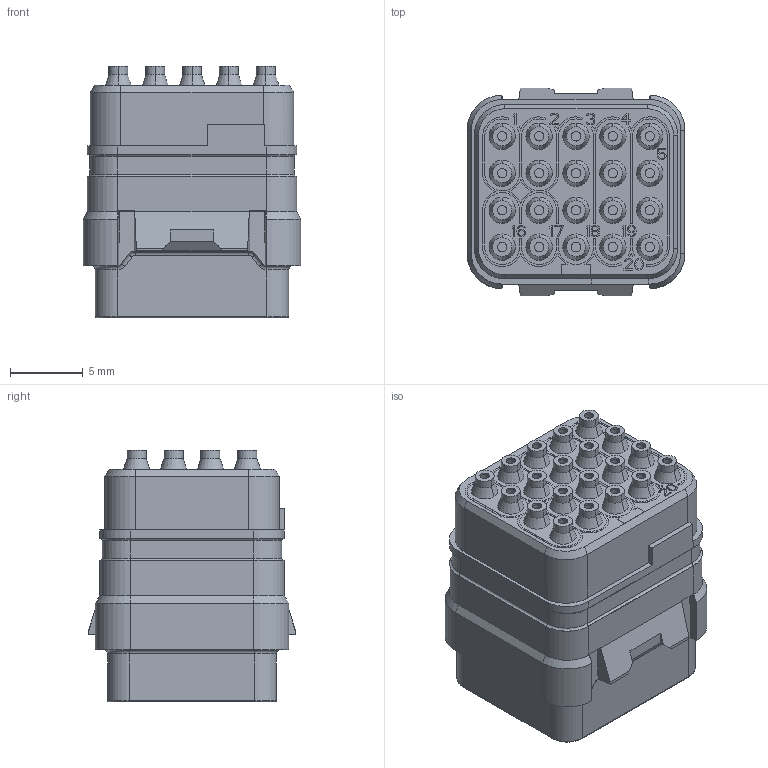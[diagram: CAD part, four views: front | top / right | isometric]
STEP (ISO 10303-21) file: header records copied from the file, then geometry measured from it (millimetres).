
FILE_DESCRIPTION((''),'2;1');
FILE_NAME('SIMMZ2A22PD','2019-12-11T',('presta_be4'),(''),'CREO PARAMETRIC BY PTC INC, 2018360','CREO PARAMETRIC BY PTC INC, 2018360','');
FILE_SCHEMA(('CONFIG_CONTROL_DESIGN'));
Products named in the file (1): SIMMZ2A22PD
Bounding box: 15 x 14.3 x 17.34 mm (x, y, z)
Volume: 2104.2 mm3; surface area: 3187.1 mm2
Topology: 1 solids, 1 shells, 3198 faces, 7818 edges, 4818 vertices
Faces by surface type: plane 1543, cylinder 815, torus 500, cone 336, bspline 4
Entity records: 93601 total; most frequent: DIRECTION 17047, CARTESIAN_POINT 16174, ORIENTED_EDGE 15636, EDGE_CURVE 7818, AXIS2_PLACEMENT_3D 6079, VECTOR 4889, LINE 4889, VERTEX_POINT 4818
